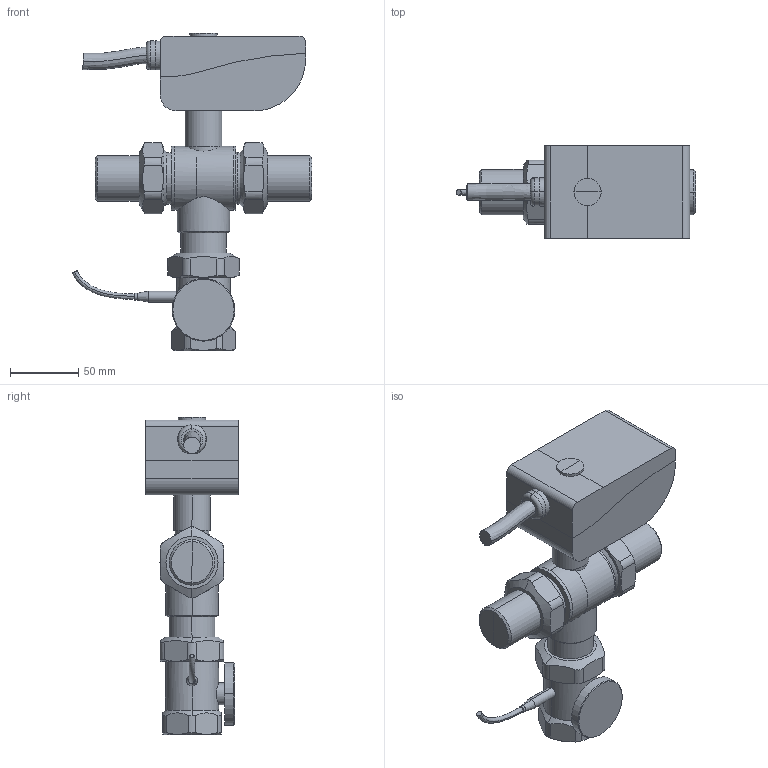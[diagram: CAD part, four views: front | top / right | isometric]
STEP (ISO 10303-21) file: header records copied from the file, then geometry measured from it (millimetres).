
FILE_DESCRIPTION(/* description */ (''),/* implementation_level */ '2;1');
FILE_NAME(/* name */ '600061 (STP).stp',/* time_stamp */ '2017-02-20T13:45:21+01:00',/* author */ ('UFFTEC'),/* organization */ (''),/* preprocessor_version */ 'ST-DEVELOPER v15.2',/* originating_system */ 'Autodesk Inventor 2014',/* authorisation */ '');
FILE_SCHEMA (('AUTOMOTIVE_DESIGN { 1 0 10303 214 3 1 1 }'));
Length unit declared in the file: millimetre
Products named in the file (5): Parte12; Parte14; Parte16; Parte18; Assieme2
Bounding box: 175.91 x 68 x 233 mm (x, y, z)
Volume: 758855.5 mm3; surface area: 100444.1 mm2
Topology: 6 solids, 6 shells, 190 faces, 457 edges, 288 vertices
Faces by surface type: plane 78, cylinder 76, cone 30, bspline 4, torus 2
Entity records: 6509 total; most frequent: CARTESIAN_POINT 2222, ORIENTED_EDGE 914, DIRECTION 839, EDGE_CURVE 457, AXIS2_PLACEMENT_3D 327, VERTEX_POINT 288, EDGE_LOOP 199, FACE_OUTER_BOUND 190
